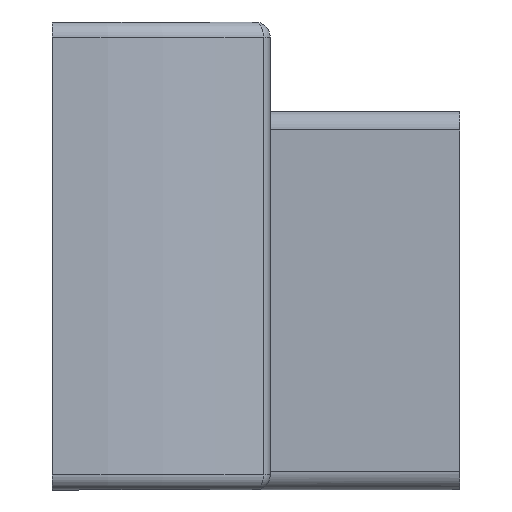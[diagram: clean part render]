
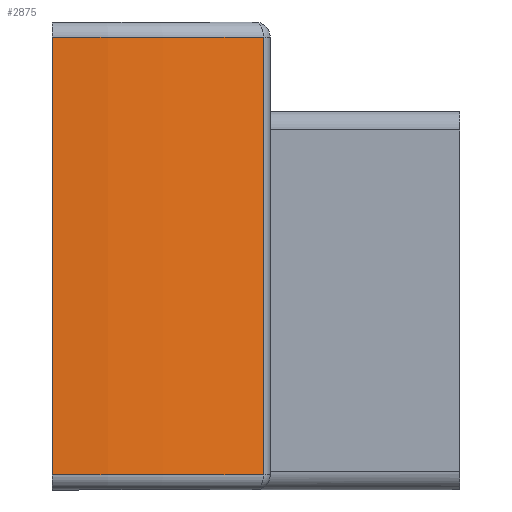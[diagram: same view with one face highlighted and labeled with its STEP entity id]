
A CAD part, left-side view. The second image highlights one B-rep face of the part: STEP entity #2875.
In plain terms, the highlighted cylindrical face has radius 20 mm (diameter 40 mm), a partial arc.
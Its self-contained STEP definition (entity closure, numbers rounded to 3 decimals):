
#55 = DIRECTION ( 'NONE',  ( 0., 0., -1. ) ) ;
#627 = CYLINDRICAL_SURFACE ( 'NONE', #4104, 20. ) ;
#1033 = DIRECTION ( 'NONE',  ( 1., 0., 0. ) ) ;
#1392 = EDGE_CURVE ( 'NONE', #1735, #3893, #3706, .T. ) ;
#1594 = CARTESIAN_POINT ( 'NONE',  ( -12.747, -1.021, 1.36 ) ) ;
#1735 = VERTEX_POINT ( 'NONE', #2968 ) ;
#1885 = CARTESIAN_POINT ( 'NONE',  ( -9.354, -12.167, 1.36 ) ) ;
#1899 = VERTEX_POINT ( 'NONE', #4042 ) ;
#2525 = CARTESIAN_POINT ( 'NONE',  ( 7.253, -1.021, 2.16 ) ) ;
#2576 = CIRCLE ( 'NONE', #4389, 20. ) ;
#2598 = ORIENTED_EDGE ( 'NONE', *, *, #2613, .T. ) ;
#2613 = EDGE_CURVE ( 'NONE', #3893, #1899, #3921, .T. ) ;
#2718 = EDGE_LOOP ( 'NONE', ( #2598, #6432, #4288, #5002 ) ) ;
#2752 = VERTEX_POINT ( 'NONE', #4234 ) ;
#2875 = ADVANCED_FACE ( 'NONE', ( #3515 ), #627, .T. ) ;
#2968 = CARTESIAN_POINT ( 'NONE',  ( -9.354, -12.167, 25.26 ) ) ;
#3025 = DIRECTION ( 'NONE',  ( 0., 1., 0. ) ) ;
#3068 = DIRECTION ( 'NONE',  ( 0., 0., 1. ) ) ;
#3176 = VECTOR ( 'NONE', #5437, 1000. ) ;
#3515 = FACE_OUTER_BOUND ( 'NONE', #2718, .T. ) ;
#3571 = CARTESIAN_POINT ( 'NONE',  ( 7.253, -1.021, 1.36 ) ) ;
#3706 = CIRCLE ( 'NONE', #5213, 20. ) ;
#3892 = LINE ( 'NONE', #1885, #3176 ) ;
#3893 = VERTEX_POINT ( 'NONE', #5841 ) ;
#3921 = LINE ( 'NONE', #1594, #4878 ) ;
#4013 = EDGE_CURVE ( 'NONE', #2752, #1735, #3892, .T. ) ;
#4042 = CARTESIAN_POINT ( 'NONE',  ( -12.747, -1.021, 2.16 ) ) ;
#4104 = AXIS2_PLACEMENT_3D ( 'NONE', #3571, #3068, #1033 ) ;
#4234 = CARTESIAN_POINT ( 'NONE',  ( -9.354, -12.167, 2.16 ) ) ;
#4288 = ORIENTED_EDGE ( 'NONE', *, *, #4013, .T. ) ;
#4389 = AXIS2_PLACEMENT_3D ( 'NONE', #2525, #6080, #3025 ) ;
#4878 = VECTOR ( 'NONE', #5181, 1000. ) ;
#5002 = ORIENTED_EDGE ( 'NONE', *, *, #1392, .T. ) ;
#5181 = DIRECTION ( 'NONE',  ( 0., 0., -1. ) ) ;
#5213 = AXIS2_PLACEMENT_3D ( 'NONE', #6160, #55, #5652 ) ;
#5437 = DIRECTION ( 'NONE',  ( 0., 0., 1. ) ) ;
#5652 = DIRECTION ( 'NONE',  ( 1., 0., 0. ) ) ;
#5841 = CARTESIAN_POINT ( 'NONE',  ( -12.747, -1.021, 25.26 ) ) ;
#6080 = DIRECTION ( 'NONE',  ( 0., 0., 1. ) ) ;
#6160 = CARTESIAN_POINT ( 'NONE',  ( 7.253, -1.021, 25.26 ) ) ;
#6432 = ORIENTED_EDGE ( 'NONE', *, *, #6505, .T. ) ;
#6505 = EDGE_CURVE ( 'NONE', #1899, #2752, #2576, .T. ) ;
